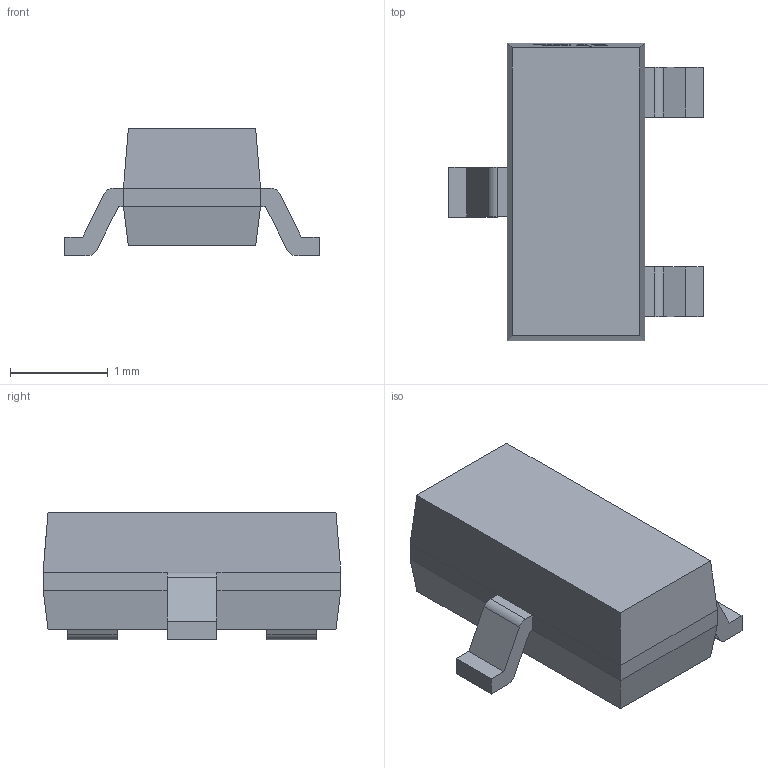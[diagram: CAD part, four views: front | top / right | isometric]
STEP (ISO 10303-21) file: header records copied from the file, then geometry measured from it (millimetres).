
FILE_DESCRIPTION (( 'STEP AP214' ), '1' );
FILE_NAME ('TO-236_3PIN-L2.9-W1.3-H1.2-P1.90-LS2.4-BR.step', '2022-08-01T12:50:39', ( '' ), ( '' ), 'SwSTEP 2.0', 'SolidWorks 2020', '' );
FILE_SCHEMA (( 'AUTOMOTIVE_DESIGN' ));
Length unit declared in the file: millimetre
Products named in the file (1): TO-236_3PIN-L2.9-W1.3-H1.2-P1.90-LS2.4-BR
Bounding box: 2.6 x 3.04 x 1.3 mm (x, y, z)
Volume: 5.1 mm3; surface area: 21.9 mm2
Topology: 1 solids, 1 shells, 274 faces, 739 edges, 486 vertices
Faces by surface type: plane 170, bspline 98, cylinder 6
Entity records: 9283 total; most frequent: CARTESIAN_POINT 2806, ORIENTED_EDGE 1478, DIRECTION 905, EDGE_CURVE 739, LINE 527, VECTOR 527, VERTEX_POINT 486, EDGE_LOOP 293
